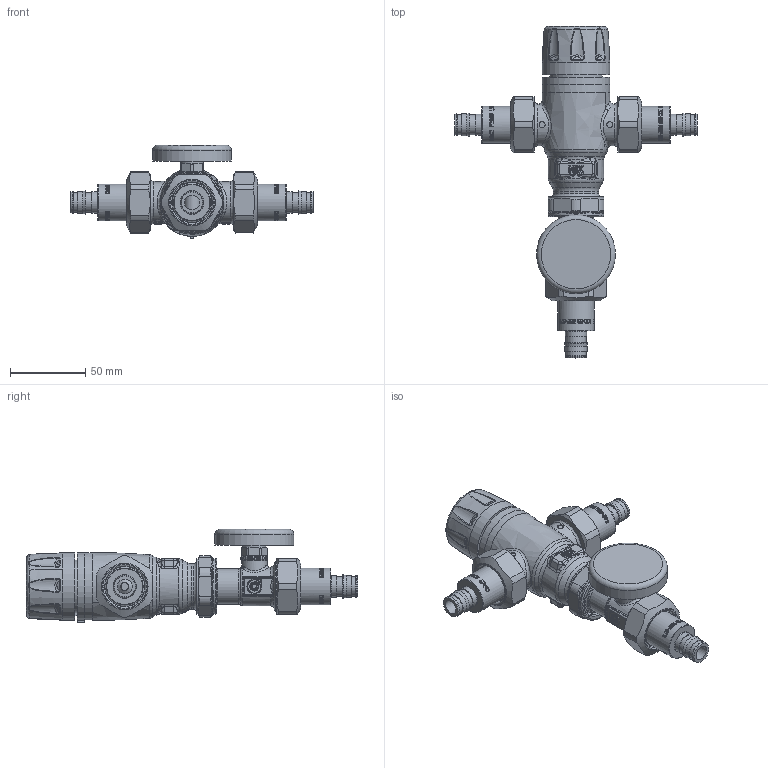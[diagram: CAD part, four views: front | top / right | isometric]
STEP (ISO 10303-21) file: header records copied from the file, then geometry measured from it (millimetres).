
FILE_DESCRIPTION(/* description */ (''),/* implementation_level */ '2;1');
FILE_NAME(/* name */ '521418AC.stp',/* time_stamp */ '2025-06-24T11:22:43-05:00',/* author */ ('ischreiner'),/* organization */ (''),/* preprocessor_version */ 'ST-DEVELOPER v20',/* originating_system */ 'Autodesk Inventor 2024',/* authorisation */ '');
FILE_SCHEMA (('AUTOMOTIVE_DESIGN { 1 0 10303 214 3 1 1 }'));
Products named in the file (10): 521418AC; 521101A; F0015058 PEX exp 0.5 tailpiece for check; Neoperl OV20; F61008 - 1 inch union nut; F0002466 probe asm 1 inch union; F0000603 probe with 1 inch male G thread; F0002386 drywell tin plated; NA11031 Temp Gauge; F0000698 1 inch slip nut
Assembly tree (14 placements, depth 3):
  521418AC
    521101A
    F0015058 PEX exp 0.5 tailpiece for check  x3
    Neoperl OV20  x2
    F61008 - 1 inch union nut  x3
    F0002466 probe asm 1 inch union
      F0000603 probe with 1 inch male G thread
      F0002386 drywell tin plated
    NA11031 Temp Gauge
    F0000698 1 inch slip nut
Bounding box: 161.02 x 220.36 x 61.9 mm (x, y, z)
Volume: 279618.6 mm3; surface area: 85193.8 mm2
Topology: 15 solids, 15 shells, 3847 faces, 9769 edges, 6005 vertices
Faces by surface type: bspline 1437, plane 1275, cylinder 735, torus 153, cone 141, sphere 106
Full cylindrical faces by diameter (mm): 2 x1, 4 x2, 5.24 x2, 8 x1, 9 x1, 9.017 x1, 9.906 x3, 10.008 x1, 11.176 x1, 11.227 x1, 11.43 x1, 11.5 x1, 12.6 x2, 12.954 x1, 13.284 x6, 13.5 x1, 13.6 x1, 14.097 x3, 14.605 x3, 15.24 x1, 15.875 x1, 16.55 x2, 17 x1, 18 x1, 19 x1, 19.55 x2, 19.6 x4, 20.091 x6, 20.6 x3, 20.701 x3
Entity records: 144183 total; most frequent: CARTESIAN_POINT 89425, ORIENTED_EDGE 11798, DIRECTION 9823, EDGE_CURVE 5899, AXIS2_PLACEMENT_3D 3843, VERTEX_POINT 3542, EDGE_LOOP 2599, FACE_OUTER_BOUND 2477
